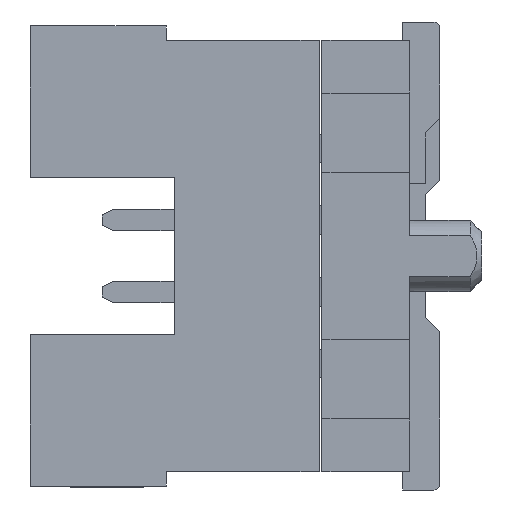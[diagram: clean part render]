
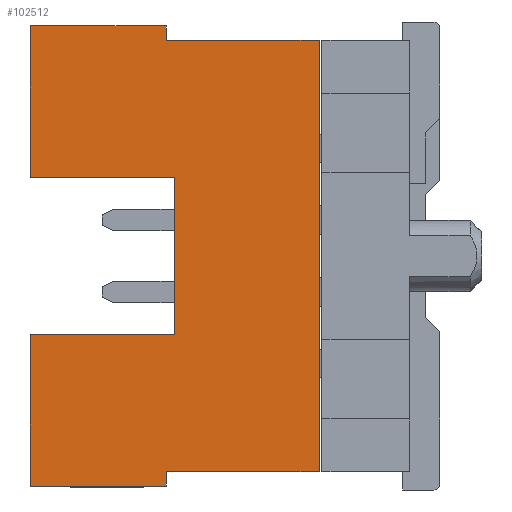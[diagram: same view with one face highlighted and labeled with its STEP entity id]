
A CAD part, left-side view. The second image highlights one B-rep face of the part: STEP entity #102512.
In plain terms, the highlighted planar face has unit normal (-1, 0, 0).
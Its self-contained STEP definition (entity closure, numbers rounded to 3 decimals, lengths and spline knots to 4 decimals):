
#57=DIRECTION('',(0.,0.,1.));
#58=VECTOR('',#57,7.62);
#59=CARTESIAN_POINT('',(-29.845,0.,-3.81));
#60=LINE('',#59,#58);
#61=DIRECTION('',(0.,0.,-1.));
#62=VECTOR('',#61,2.67);
#63=CARTESIAN_POINT('',(-29.845,5.1,-1.395));
#64=LINE('',#63,#62);
#65=DIRECTION('',(0.,-1.,0.));
#66=VECTOR('',#65,2.54);
#67=CARTESIAN_POINT('',(-29.845,5.1,1.395));
#68=LINE('',#67,#66);
#69=DIRECTION('',(0.,0.,-1.));
#70=VECTOR('',#69,2.67);
#71=CARTESIAN_POINT('',(-29.845,5.1,4.065));
#72=LINE('',#71,#70);
#73=DIRECTION('',(0.,1.,0.));
#74=VECTOR('',#73,2.4);
#75=CARTESIAN_POINT('',(-29.845,2.7,4.065));
#76=LINE('',#75,#74);
#77=DIRECTION('',(0.,0.,1.));
#78=VECTOR('',#77,0.255);
#79=CARTESIAN_POINT('',(-29.845,2.7,3.81));
#80=LINE('',#79,#78);
#81=DIRECTION('',(0.,1.,0.));
#82=VECTOR('',#81,2.7);
#83=CARTESIAN_POINT('',(-29.845,0.,3.81));
#84=LINE('',#83,#82);
#93=DIRECTION('',(0.,-1.,0.));
#94=VECTOR('',#93,2.7);
#95=CARTESIAN_POINT('',(-29.845,2.7,-3.81));
#96=LINE('',#95,#94);
#3495=DIRECTION('',(0.,1.,0.));
#3496=VECTOR('',#3495,2.54);
#3497=CARTESIAN_POINT('',(-29.845,2.56,-1.395));
#3498=LINE('',#3497,#3496);
#3523=DIRECTION('',(0.,0.,-1.));
#3524=VECTOR('',#3523,2.79);
#3525=CARTESIAN_POINT('',(-29.845,2.56,1.395));
#3526=LINE('',#3525,#3524);
#3639=DIRECTION('',(0.,1.,0.));
#3640=VECTOR('',#3639,2.4);
#3641=CARTESIAN_POINT('',(-29.845,2.7,-4.065));
#3642=LINE('',#3641,#3640);
#3923=DIRECTION('',(0.,0.,1.));
#3924=VECTOR('',#3923,0.255);
#3925=CARTESIAN_POINT('',(-29.845,2.7,-4.065));
#3926=LINE('',#3925,#3924);
#88789=CARTESIAN_POINT('',(-29.845,0.,3.81));
#88790=VERTEX_POINT('',#88789);
#88791=CARTESIAN_POINT('',(-29.845,0.,-3.81));
#88792=VERTEX_POINT('',#88791);
#89541=CARTESIAN_POINT('',(-29.845,2.7,3.81));
#89542=VERTEX_POINT('',#89541);
#89547=CARTESIAN_POINT('',(-29.845,2.7,4.065));
#89548=VERTEX_POINT('',#89547);
#89549=CARTESIAN_POINT('',(-29.845,5.1,4.065));
#89550=VERTEX_POINT('',#89549);
#89559=CARTESIAN_POINT('',(-29.845,5.1,1.395));
#89560=VERTEX_POINT('',#89559);
#89565=CARTESIAN_POINT('',(-29.845,5.1,-1.395));
#89566=VERTEX_POINT('',#89565);
#89567=CARTESIAN_POINT('',(-29.845,5.1,-4.065));
#89568=VERTEX_POINT('',#89567);
#89579=CARTESIAN_POINT('',(-29.845,2.56,1.395));
#89580=VERTEX_POINT('',#89579);
#89581=CARTESIAN_POINT('',(-29.845,2.7,-3.81));
#89582=VERTEX_POINT('',#89581);
#89583=CARTESIAN_POINT('',(-29.845,2.7,-4.065));
#89584=VERTEX_POINT('',#89583);
#89585=CARTESIAN_POINT('',(-29.845,2.56,-1.395));
#89586=VERTEX_POINT('',#89585);
#102487=CARTESIAN_POINT('',(-29.845,2.55,0.));
#102488=DIRECTION('',(1.,0.,0.));
#102489=DIRECTION('',(0.,0.,1.));
#102490=AXIS2_PLACEMENT_3D('',#102487,#102488,#102489);
#102491=PLANE('',#102490);
#102492=ORIENTED_EDGE('',*,*,#101619,.F.);
#102494=ORIENTED_EDGE('',*,*,#102493,.F.);
#102496=ORIENTED_EDGE('',*,*,#102495,.F.);
#102498=ORIENTED_EDGE('',*,*,#102497,.T.);
#102500=ORIENTED_EDGE('',*,*,#102499,.F.);
#102502=ORIENTED_EDGE('',*,*,#102501,.F.);
#102504=ORIENTED_EDGE('',*,*,#102503,.F.);
#102505=ORIENTED_EDGE('',*,*,#102478,.F.);
#102506=ORIENTED_EDGE('',*,*,#102449,.F.);
#102507=ORIENTED_EDGE('',*,*,#102429,.F.);
#102508=ORIENTED_EDGE('',*,*,#102415,.F.);
#102509=ORIENTED_EDGE('',*,*,#102401,.F.);
#102510=EDGE_LOOP('',(#102492,#102494,#102496,#102498,#102500,#102502,#102504,
#102505,#102506,#102507,#102508,#102509));
#102511=FACE_OUTER_BOUND('',#102510,.F.);
#102512=ADVANCED_FACE('',(#102511),#102491,.F.);
#101619=EDGE_CURVE('',#88792,#88790,#60,.T.);
#102401=EDGE_CURVE('',#88790,#89542,#84,.T.);
#102415=EDGE_CURVE('',#89542,#89548,#80,.T.);
#102429=EDGE_CURVE('',#89548,#89550,#76,.T.);
#102449=EDGE_CURVE('',#89550,#89560,#72,.T.);
#102478=EDGE_CURVE('',#89560,#89580,#68,.T.);
#102493=EDGE_CURVE('',#89582,#88792,#96,.T.);
#102495=EDGE_CURVE('',#89584,#89582,#3926,.T.);
#102497=EDGE_CURVE('',#89584,#89568,#3642,.T.);
#102499=EDGE_CURVE('',#89566,#89568,#64,.T.);
#102501=EDGE_CURVE('',#89586,#89566,#3498,.T.);
#102503=EDGE_CURVE('',#89580,#89586,#3526,.T.);
